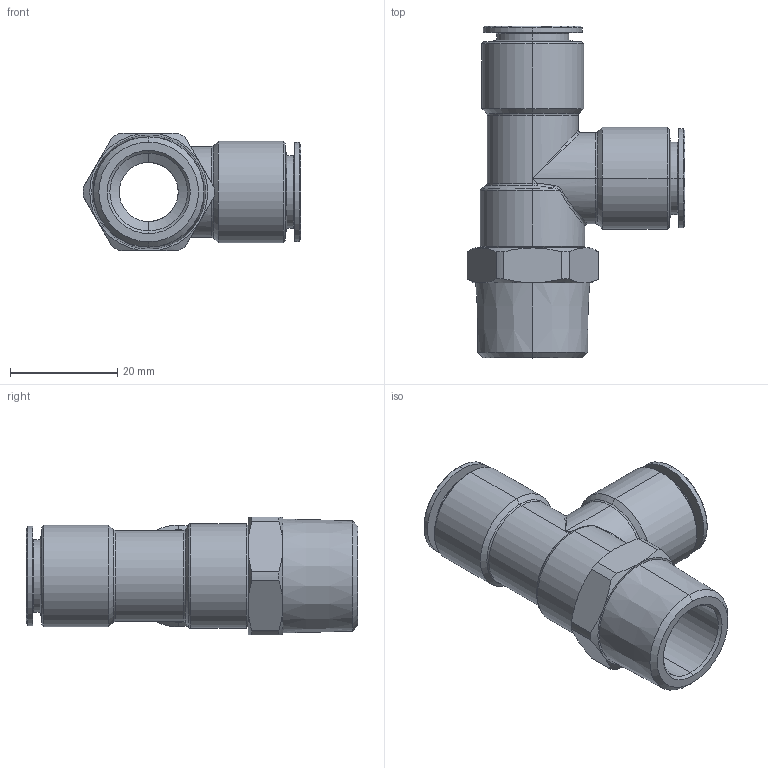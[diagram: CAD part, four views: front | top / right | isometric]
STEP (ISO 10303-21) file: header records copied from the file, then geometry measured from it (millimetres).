
FILE_DESCRIPTION (( 'STEP AP203' ), '1' );
FILE_NAME ('A0130064.STEP', '2009-11-27T13:28:54', ( 'Gabriele' ), ( 'C.Matic srl' ), 'SwSTEP 2.0', 'SolidWorks 2009', '' );
FILE_SCHEMA (( 'CONFIG_CONTROL_DESIGN' ));
Length unit declared in the file: millimetre
Products named in the file (1): A0130064
Bounding box: 40.65 x 61.9 x 22 mm (x, y, z)
Volume: 13295.1 mm3; surface area: 9126.1 mm2
Topology: 1 solids, 1 shells, 127 faces, 274 edges, 150 vertices
Faces by surface type: cone 53, cylinder 37, plane 15, torus 10, bspline 8, sphere 4
Entity records: 4466 total; most frequent: CARTESIAN_POINT 1677, DIRECTION 612, ORIENTED_EDGE 540, EDGE_CURVE 270, AXIS2_PLACEMENT_3D 264, VERTEX_POINT 150, CIRCLE 144, EDGE_LOOP 136
